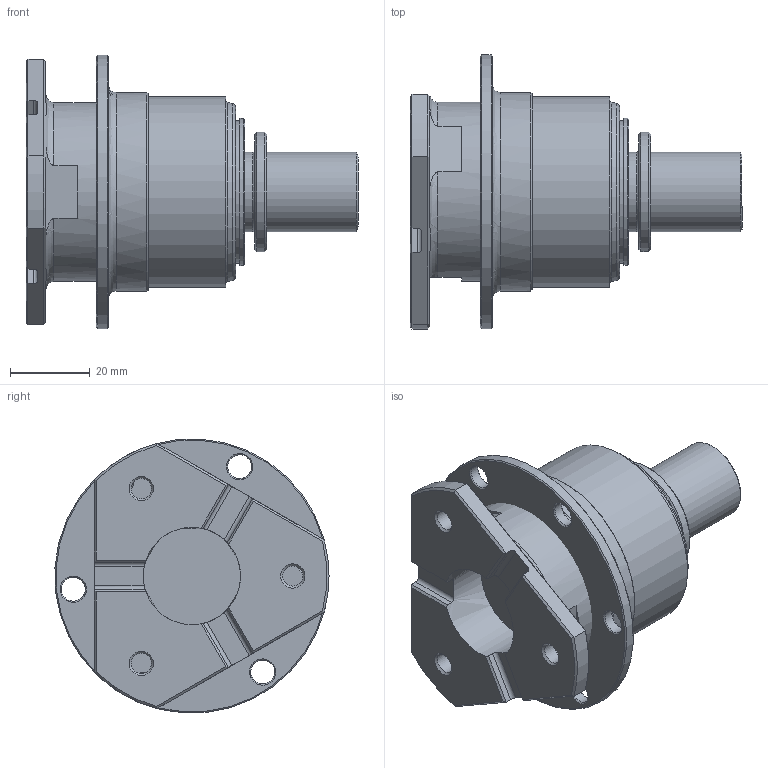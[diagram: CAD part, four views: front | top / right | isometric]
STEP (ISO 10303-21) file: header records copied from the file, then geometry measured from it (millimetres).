
FILE_DESCRIPTION((''),'2;1');
FILE_NAME('AIT-QR210-3d.stp','2012-12-09T23:06:31',('Utente'),(''),'Autodesk Inventor 11','Autodesk Inventor 11','');
FILE_SCHEMA(('AUTOMOTIVE_DESIGN { 1 0 10303 214 1 1 1 1 }'));
Length unit declared in the file: millimetre
Products named in the file (4): AIT-QR210-3d; TE501054mozzoQR210-3d; TE501053pernoQR210-3d; TE501060boccolaQR200-3d
Assembly tree (3 placements, depth 2):
  AIT-QR210-3d
    TE501054mozzoQR210-3d
    TE501053pernoQR210-3d
    TE501060boccolaQR200-3d
Bounding box: 83.5 x 68.93 x 68.86 mm (x, y, z)
Volume: 167350.1 mm3; surface area: 34681.3 mm2
Topology: 3 solids, 3 shells, 131 faces, 319 edges, 198 vertices
Faces by surface type: plane 53, cone 35, cylinder 21, bspline 20, torus 2
Full cylindrical faces by diameter (mm): 20 x2, 27 x1, 30 x2, 35.8 x1, 37 x2, 45 x1, 48 x1, 50 x1, 69 x1
Entity records: 4275 total; most frequent: CARTESIAN_POINT 1459, DIRECTION 572, ORIENTED_EDGE 486, AXIS2_PLACEMENT_3D 244, EDGE_CURVE 243, EDGE_LOOP 211, VERTEX_POINT 180, FACE_OUTER_BOUND 131
